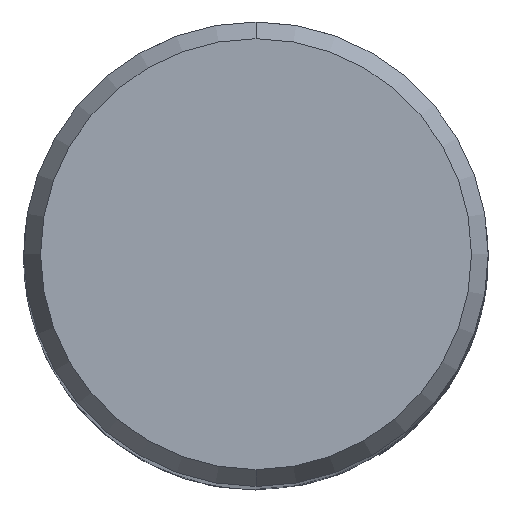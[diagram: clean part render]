
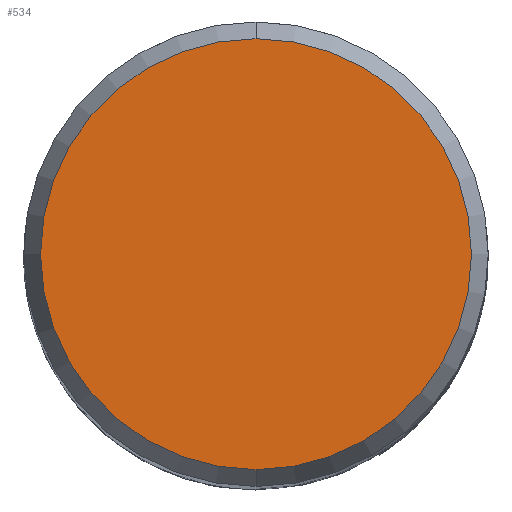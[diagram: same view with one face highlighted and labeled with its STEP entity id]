
A CAD part, top view. The second image highlights one B-rep face of the part: STEP entity #534.
In plain terms, the highlighted planar face has unit normal (0, 0, 1).
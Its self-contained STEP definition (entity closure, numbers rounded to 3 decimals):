
#534=ADVANCED_FACE('',(#1233),#1234,.T.);
#548=EDGE_CURVE('',#884,#622,#1248,.T.);
#622=VERTEX_POINT('',#1327);
#732=EDGE_CURVE('',#622,#884,#1448,.T.);
#884=VERTEX_POINT('',#1621);
#1233=FACE_OUTER_BOUND('',#2995,.T.);
#1234=PLANE('',#2996);
#1248=CIRCLE('',#3022,7.423);
#1327=CARTESIAN_POINT('',(0.,-7.423,0.0));
#1448=CIRCLE('',#4743,7.423);
#1621=CARTESIAN_POINT('',(0.0,7.423,0.0));
#2995=EDGE_LOOP('',(#8104,#8105));
#2996=AXIS2_PLACEMENT_3D('',#8106,#8107,#8108);
#3022=AXIS2_PLACEMENT_3D('',#8114,#8115,#8116);
#4743=AXIS2_PLACEMENT_3D('',#8336,#8337,#8338);
#8104=ORIENTED_EDGE('',*,*,#548,.F.);
#8105=ORIENTED_EDGE('',*,*,#732,.F.);
#8106=CARTESIAN_POINT('',(0.0,3.711,0.0));
#8107=DIRECTION('',(-0.0,0.0,1.0));
#8108=DIRECTION('',(0.0,-1.0,0.0));
#8114=CARTESIAN_POINT('',(0.0,0.0,0.0));
#8115=DIRECTION('',(0.0,0.0,-1.0));
#8116=DIRECTION('',(0.0,1.0,0.0));
#8336=CARTESIAN_POINT('',(0.0,0.0,0.0));
#8337=DIRECTION('',(0.0,0.0,-1.0));
#8338=DIRECTION('',(0.0,1.0,0.0));
